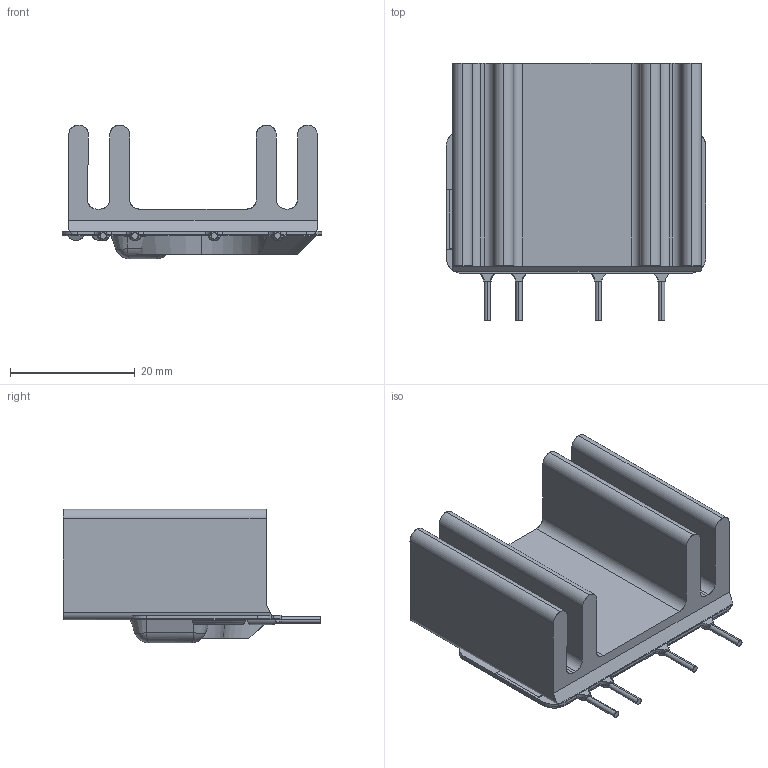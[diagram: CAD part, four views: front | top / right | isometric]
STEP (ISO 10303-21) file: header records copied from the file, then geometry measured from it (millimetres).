
FILE_DESCRIPTION (( 'STEP AP214' ), '1' );
FILE_NAME ('101201.STEP', '2011-07-02T16:46:05', ( 'LALo' ), ( 'Edi Foundation' ), 'SwSTEP 2.0', 'SolidWorks 2011', '' );
FILE_SCHEMA (( 'AUTOMOTIVE_DESIGN' ));
Length unit declared in the file: inch
Products named in the file (1): 101201
Bounding box: 41.66 x 41.27 x 21.46 mm (x, y, z)
Surface area: 13155.4 mm2 (no closed solid volume)
Topology: 0 solids, 187 shells, 196 faces, 991 edges, 978 vertices
Faces by surface type: plane 110, cylinder 76, cone 6, bspline 4
Entity records: 16484 total; most frequent: CARTESIAN_POINT 9143, DIRECTION 1229, ORIENTED_EDGE 996, EDGE_CURVE 987, VERTEX_POINT 978, VECTOR 577, LINE 577, AXIS2_PLACEMENT_3D 326
